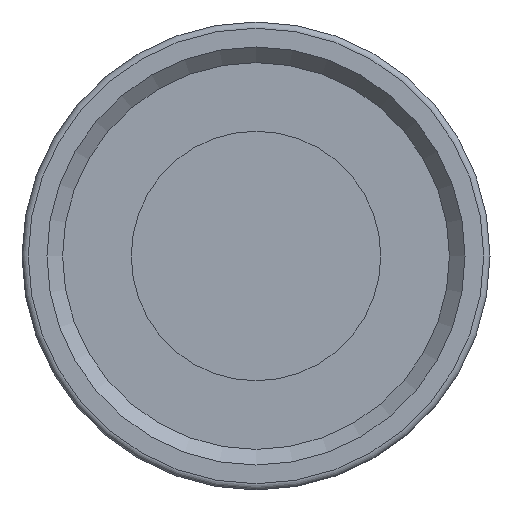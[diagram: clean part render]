
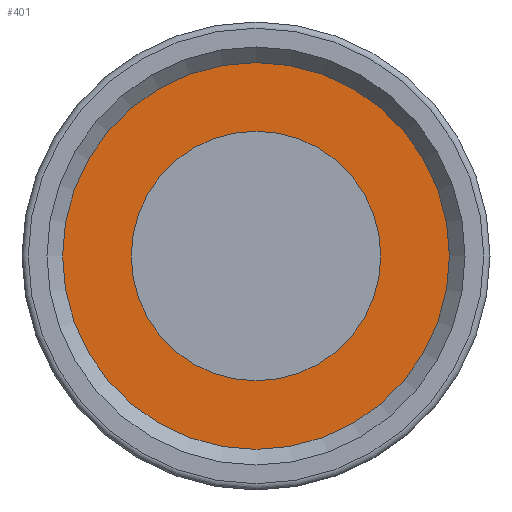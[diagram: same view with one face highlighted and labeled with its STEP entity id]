
A CAD part, front view. The second image highlights one B-rep face of the part: STEP entity #401.
In plain terms, the highlighted planar face has unit normal (0, -1, 0).
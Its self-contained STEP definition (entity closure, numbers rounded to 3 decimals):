
#112=CARTESIAN_POINT('',(4.,-7.95,0.0));
#113=VERTEX_POINT('',#112);
#114=CARTESIAN_POINT('',(0.,-7.95,0.0));
#115=DIRECTION('',(0.0,-1.0,0.0));
#116=DIRECTION('',(1.0,0.0,0.0));
#117=AXIS2_PLACEMENT_3D('',#114,#115,#116);
#118=CIRCLE('',#117,4.);
#119=EDGE_CURVE('',#113,#113,#118,.T.);
#375=CARTESIAN_POINT('',(6.2,-7.95,0.0));
#376=VERTEX_POINT('',#375);
#377=CARTESIAN_POINT('',(0.,-7.95,0.0));
#378=DIRECTION('',(0.0,-1.0,0.0));
#379=DIRECTION('',(1.0,0.0,0.0));
#380=AXIS2_PLACEMENT_3D('',#377,#378,#379);
#381=CIRCLE('',#380,6.2);
#382=EDGE_CURVE('',#376,#376,#381,.T.);
#390=CARTESIAN_POINT('',(5.1,-7.95,0.0));
#391=DIRECTION('',(0.0,-1.0,0.0));
#392=DIRECTION('',(0.0,0.0,-1.0));
#393=AXIS2_PLACEMENT_3D('',#390,#391,#392);
#394=PLANE('',#393);
#395=ORIENTED_EDGE('',*,*,#382,.T.);
#396=EDGE_LOOP('',(#395));
#397=FACE_OUTER_BOUND('',#396,.T.);
#398=ORIENTED_EDGE('',*,*,#119,.F.);
#399=EDGE_LOOP('',(#398));
#400=FACE_BOUND('',#399,.T.);
#401=ADVANCED_FACE('',(#397,#400),#394,.T.);
